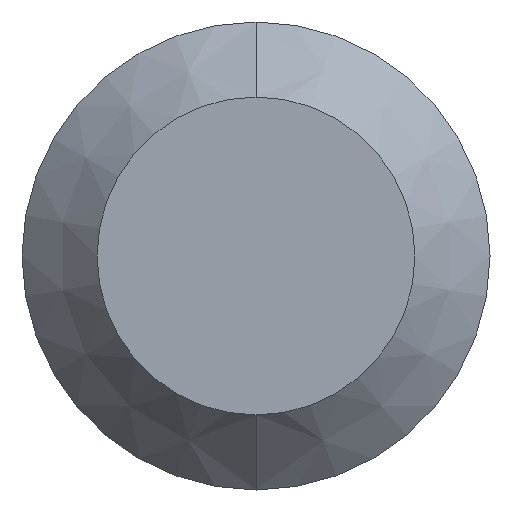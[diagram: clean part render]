
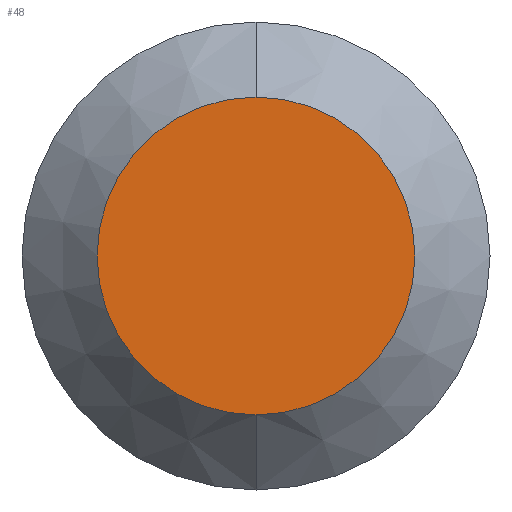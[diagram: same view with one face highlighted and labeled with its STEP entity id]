
A CAD part, front view. The second image highlights one B-rep face of the part: STEP entity #48.
In plain terms, the highlighted planar face has unit normal (0, -1, 0).
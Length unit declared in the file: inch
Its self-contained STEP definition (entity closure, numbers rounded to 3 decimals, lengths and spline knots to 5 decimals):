
#9 = CARTESIAN_POINT ( 'NONE',  ( 0., 0., -0.04235 ) ) ;
#13 = CARTESIAN_POINT ( 'NONE',  ( 0., 0., 0. ) ) ;
#29 = ORIENTED_EDGE ( 'NONE', *, *, #45, .T. ) ;
#33 = DIRECTION ( 'NONE',  ( 0., 0., 1. ) ) ;
#37 = DIRECTION ( 'NONE',  ( 0., 0., 1. ) ) ;
#44 = VERTEX_POINT ( 'NONE', #9 ) ;
#45 = EDGE_CURVE ( 'NONE', #44, #194, #186, .T. ) ;
#48 = ADVANCED_FACE ( 'NONE', ( #245 ), #178, .F. ) ;
#56 = ORIENTED_EDGE ( 'NONE', *, *, #171, .T. ) ;
#59 = DIRECTION ( 'NONE',  ( 0., 1., 0. ) ) ;
#79 = CARTESIAN_POINT ( 'NONE',  ( 0., 0., 0. ) ) ;
#84 = CARTESIAN_POINT ( 'NONE',  ( 0., 0., 0.04235 ) ) ;
#89 = CARTESIAN_POINT ( 'NONE',  ( 0., 0., 0. ) ) ;
#101 = DIRECTION ( 'NONE',  ( 0., -1., 0. ) ) ;
#108 = CIRCLE ( 'NONE', #195, 0.04235 ) ;
#112 = DIRECTION ( 'NONE',  ( 0., -1., 0. ) ) ;
#171 = EDGE_CURVE ( 'NONE', #194, #44, #108, .T. ) ;
#178 = PLANE ( 'NONE',  #209 ) ;
#186 = CIRCLE ( 'NONE', #213, 0.04235 ) ;
#194 = VERTEX_POINT ( 'NONE', #84 ) ;
#195 = AXIS2_PLACEMENT_3D ( 'NONE', #79, #101, #37 ) ;
#209 = AXIS2_PLACEMENT_3D ( 'NONE', #13, #59, #246 ) ;
#213 = AXIS2_PLACEMENT_3D ( 'NONE', #89, #112, #33 ) ;
#245 = FACE_OUTER_BOUND ( 'NONE', #272, .T. ) ;
#246 = DIRECTION ( 'NONE',  ( 0., 0., 1. ) ) ;
#272 = EDGE_LOOP ( 'NONE', ( #56, #29 ) ) ;
